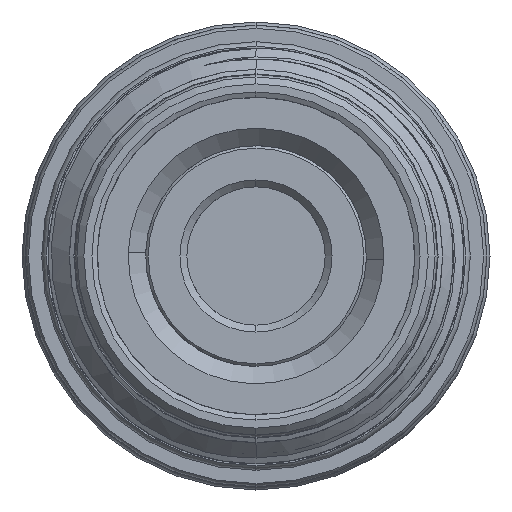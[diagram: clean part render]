
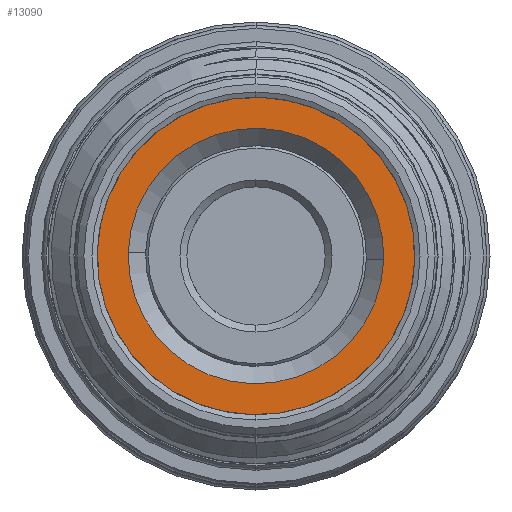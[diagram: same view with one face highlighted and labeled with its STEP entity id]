
A CAD part, left-side view. The second image highlights one B-rep face of the part: STEP entity #13090.
In plain terms, the highlighted planar face has unit normal (-1, 0, 0).
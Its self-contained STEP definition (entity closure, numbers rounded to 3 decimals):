
#33 = EDGE_CURVE ( 'NONE', #21208, #25071, #23563, .T. ) ;
#584 = DIRECTION ( 'NONE',  ( 0., -1., -0.028 ) ) ;
#1225 = DIRECTION ( 'NONE',  ( -1., 0., 0. ) ) ;
#1301 = CARTESIAN_POINT ( 'NONE',  ( -41.403, 0., 0. ) ) ;
#2524 = AXIS2_PLACEMENT_3D ( 'NONE', #7325, #1225, #5502 ) ;
#3262 = CIRCLE ( 'NONE', #18457, 14.7 ) ;
#4478 = AXIS2_PLACEMENT_3D ( 'NONE', #1301, #23108, #21133 ) ;
#4486 = AXIS2_PLACEMENT_3D ( 'NONE', #25011, #7137, #5051 ) ;
#4900 = AXIS2_PLACEMENT_3D ( 'NONE', #14340, #13018, #584 ) ;
#5047 = VERTEX_POINT ( 'NONE', #15555 ) ;
#5051 = DIRECTION ( 'NONE',  ( 0., -1., -0.028 ) ) ;
#5502 = DIRECTION ( 'NONE',  ( 0., 1., 0.028 ) ) ;
#6091 = EDGE_CURVE ( 'NONE', #25071, #21208, #25642, .T. ) ;
#7137 = DIRECTION ( 'NONE',  ( 1., 0., 0. ) ) ;
#7325 = CARTESIAN_POINT ( 'NONE',  ( -41.403, 0., 0. ) ) ;
#8010 = CARTESIAN_POINT ( 'NONE',  ( -41.403, 18.253, 0.502 ) ) ;
#8263 = CARTESIAN_POINT ( 'NONE',  ( -41.403, 14.694, 0.404 ) ) ;
#9866 = ORIENTED_EDGE ( 'NONE', *, *, #18368, .F. ) ;
#10169 = DIRECTION ( 'NONE',  ( -1., 0., 0. ) ) ;
#11334 = VERTEX_POINT ( 'NONE', #8263 ) ;
#11989 = CARTESIAN_POINT ( 'NONE',  ( -41.403, 0., 0. ) ) ;
#13018 = DIRECTION ( 'NONE',  ( 1., 0., 0. ) ) ;
#13090 = ADVANCED_FACE ( 'NONE', ( #23587, #17717 ), #16971, .F. ) ;
#14007 = DIRECTION ( 'NONE',  ( 0., 1., 0.028 ) ) ;
#14340 = CARTESIAN_POINT ( 'NONE',  ( -41.403, 0., 0. ) ) ;
#15396 = CARTESIAN_POINT ( 'NONE',  ( -41.403, -18.253, -0.502 ) ) ;
#15555 = CARTESIAN_POINT ( 'NONE',  ( -41.403, -14.694, -0.404 ) ) ;
#16971 = PLANE ( 'NONE',  #4486 ) ;
#17035 = ORIENTED_EDGE ( 'NONE', *, *, #33, .F. ) ;
#17717 = FACE_BOUND ( 'NONE', #18280, .T. ) ;
#17906 = ORIENTED_EDGE ( 'NONE', *, *, #25146, .F. ) ;
#18280 = EDGE_LOOP ( 'NONE', ( #17906, #9866 ) ) ;
#18368 = EDGE_CURVE ( 'NONE', #5047, #11334, #19628, .T. ) ;
#18457 = AXIS2_PLACEMENT_3D ( 'NONE', #11989, #10169, #14007 ) ;
#19628 = CIRCLE ( 'NONE', #2524, 14.7 ) ;
#20264 = EDGE_LOOP ( 'NONE', ( #17035, #22893 ) ) ;
#21133 = DIRECTION ( 'NONE',  ( 0., -1., -0.028 ) ) ;
#21208 = VERTEX_POINT ( 'NONE', #15396 ) ;
#22893 = ORIENTED_EDGE ( 'NONE', *, *, #6091, .F. ) ;
#23108 = DIRECTION ( 'NONE',  ( 1., 0., 0. ) ) ;
#23563 = CIRCLE ( 'NONE', #4900, 18.26 ) ;
#23587 = FACE_OUTER_BOUND ( 'NONE', #20264, .T. ) ;
#25011 = CARTESIAN_POINT ( 'NONE',  ( -41.403, 0., 0. ) ) ;
#25071 = VERTEX_POINT ( 'NONE', #8010 ) ;
#25146 = EDGE_CURVE ( 'NONE', #11334, #5047, #3262, .T. ) ;
#25642 = CIRCLE ( 'NONE', #4478, 18.26 ) ;
